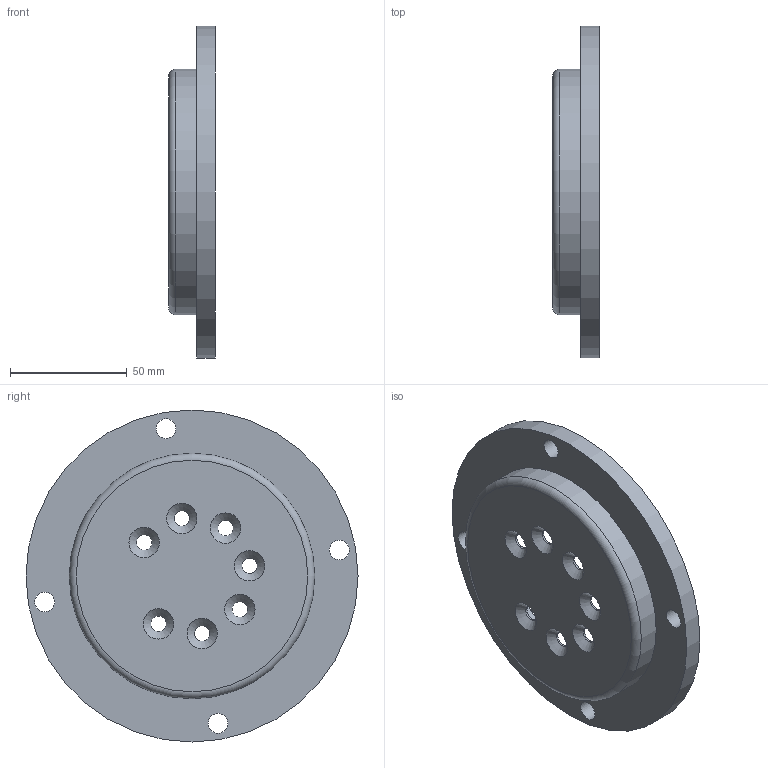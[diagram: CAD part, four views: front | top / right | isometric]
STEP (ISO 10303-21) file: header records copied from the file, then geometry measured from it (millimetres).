
FILE_DESCRIPTION(('STEP AP214'),'1');
FILE_NAME('BMR-004a FLASQUE.step','2016-02-17T20:26:27',(' '),(' '),'Spatial InterOp 3D',' ',' ');
FILE_SCHEMA(('automotive_design'));
Length unit declared in the file: millimetre
Products named in the file (1): FLASQUE
Bounding box: 20 x 142 x 142 mm (x, y, z)
Volume: 120746.7 mm3; surface area: 43669.6 mm2
Topology: 1 solids, 1 shells, 28 faces, 76 edges, 53 vertices
Faces by surface type: cylinder 15, cone 7, plane 5, torus 1
Full cylindrical faces by diameter (mm): 6.6 x7, 8.5 x4, 63 x1, 95 x1, 105 x1, 142 x1
Entity records: 949 total; most frequent: DIRECTION 134, CARTESIAN_POINT 105, EDGE_LOOP 76, ORIENTED_EDGE 76, AXIS2_PLACEMENT_3D 67, FACE_OUTER_BOUND 44, EDGE_CURVE 38, VERTEX_POINT 38
